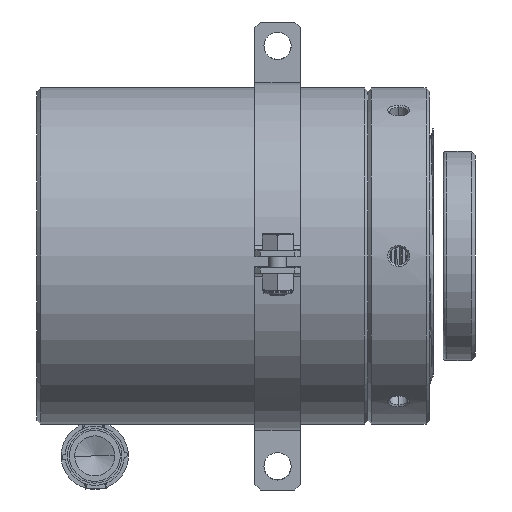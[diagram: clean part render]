
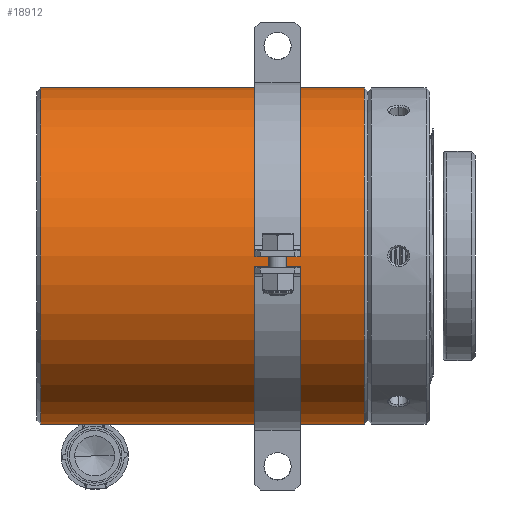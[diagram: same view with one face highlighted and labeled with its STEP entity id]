
A CAD part, front view. The second image highlights one B-rep face of the part: STEP entity #18912.
In plain terms, the highlighted cylindrical face has radius 92.5 mm (diameter 185 mm), a partial arc.
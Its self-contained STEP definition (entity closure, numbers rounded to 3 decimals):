
#18 = DIRECTION ( 'NONE',  ( -1., 0., 0. ) ) ;
#857 = CARTESIAN_POINT ( 'NONE',  ( 2., 0., 92.5 ) ) ;
#1129 = CARTESIAN_POINT ( 'NONE',  ( 2., 0., -92.5 ) ) ;
#1699 = ORIENTED_EDGE ( 'NONE', *, *, #15329, .T. ) ;
#3358 = VERTEX_POINT ( 'NONE', #1129 ) ;
#4994 = CIRCLE ( 'NONE', #9155, 92.5 ) ;
#5060 = FACE_OUTER_BOUND ( 'NONE', #14137, .T. ) ;
#5127 = EDGE_CURVE ( 'NONE', #7815, #3358, #14138, .T. ) ;
#5181 = EDGE_CURVE ( 'NONE', #3358, #17725, #4994, .T. ) ;
#5625 = CARTESIAN_POINT ( 'NONE',  ( 180., 0., 0. ) ) ;
#6461 = DIRECTION ( 'NONE',  ( -1., 0., 0. ) ) ;
#6637 = AXIS2_PLACEMENT_3D ( 'NONE', #18862, #6461, #8102 ) ;
#7195 = DIRECTION ( 'NONE',  ( 0., 0., 1. ) ) ;
#7677 = AXIS2_PLACEMENT_3D ( 'NONE', #5625, #16584, #7195 ) ;
#7715 = DIRECTION ( 'NONE',  ( 0., 0., 1. ) ) ;
#7815 = VERTEX_POINT ( 'NONE', #14629 ) ;
#8102 = DIRECTION ( 'NONE',  ( 0., 0., 1. ) ) ;
#8435 = DIRECTION ( 'NONE',  ( -1., 0., 0. ) ) ;
#9155 = AXIS2_PLACEMENT_3D ( 'NONE', #12443, #18, #7715 ) ;
#10098 = ORIENTED_EDGE ( 'NONE', *, *, #5181, .F. ) ;
#10478 = ORIENTED_EDGE ( 'NONE', *, *, #19125, .T. ) ;
#11062 = VERTEX_POINT ( 'NONE', #15478 ) ;
#12443 = CARTESIAN_POINT ( 'NONE',  ( 2., 0., 0. ) ) ;
#13143 = VECTOR ( 'NONE', #19558, 1000. ) ;
#13339 = CARTESIAN_POINT ( 'NONE',  ( 0., 0., -92.5 ) ) ;
#14137 = EDGE_LOOP ( 'NONE', ( #14308, #1699, #10478, #10098 ) ) ;
#14138 = LINE ( 'NONE', #13339, #13143 ) ;
#14308 = ORIENTED_EDGE ( 'NONE', *, *, #5127, .F. ) ;
#14629 = CARTESIAN_POINT ( 'NONE',  ( 180., 0., -92.5 ) ) ;
#14860 = VECTOR ( 'NONE', #8435, 1000. ) ;
#15134 = CYLINDRICAL_SURFACE ( 'NONE', #6637, 92.5 ) ;
#15329 = EDGE_CURVE ( 'NONE', #7815, #11062, #19810, .T. ) ;
#15478 = CARTESIAN_POINT ( 'NONE',  ( 180., 0., 92.5 ) ) ;
#16584 = DIRECTION ( 'NONE',  ( -1., 0., 0. ) ) ;
#17725 = VERTEX_POINT ( 'NONE', #857 ) ;
#17735 = CARTESIAN_POINT ( 'NONE',  ( 0., 0., 92.5 ) ) ;
#18862 = CARTESIAN_POINT ( 'NONE',  ( 0., 0., 0. ) ) ;
#18912 = ADVANCED_FACE ( 'NONE', ( #5060 ), #15134, .T. ) ;
#19011 = LINE ( 'NONE', #17735, #14860 ) ;
#19125 = EDGE_CURVE ( 'NONE', #11062, #17725, #19011, .T. ) ;
#19558 = DIRECTION ( 'NONE',  ( -1., 0., 0. ) ) ;
#19810 = CIRCLE ( 'NONE', #7677, 92.5 ) ;
